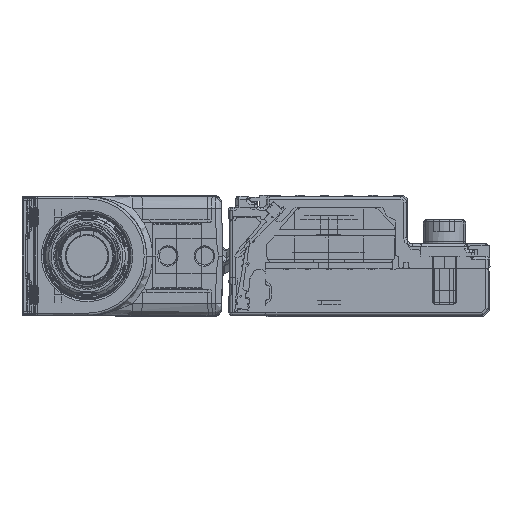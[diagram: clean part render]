
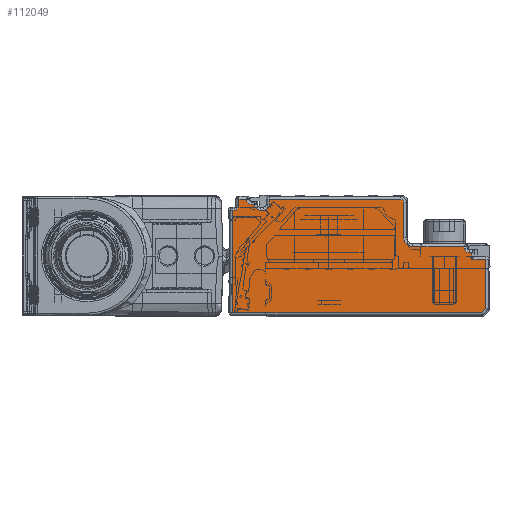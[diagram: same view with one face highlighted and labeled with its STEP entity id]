
A CAD part, left-side view. The second image highlights one B-rep face of the part: STEP entity #112049.
In plain terms, the highlighted planar face has unit normal (-1, 0, 0).
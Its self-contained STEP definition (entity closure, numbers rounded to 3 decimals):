
#111856=AXIS2_PLACEMENT_3D('Circle Axis2P3D',#111854,#111855,$) ;
#111869=AXIS2_PLACEMENT_3D('Plane Axis2P3D',#111866,#111867,#111868) ;
#111889=AXIS2_PLACEMENT_3D('Circle Axis2P3D',#111887,#111888,$) ;
#111908=AXIS2_PLACEMENT_3D('Circle Axis2P3D',#111906,#111907,$) ;
#111929=AXIS2_PLACEMENT_3D('Circle Axis2P3D',#111927,#111928,$) ;
#111943=AXIS2_PLACEMENT_3D('Circle Axis2P3D',#111941,#111942,$) ;
#111957=AXIS2_PLACEMENT_3D('Circle Axis2P3D',#111955,#111956,$) ;
#111978=AXIS2_PLACEMENT_3D('Circle Axis2P3D',#111976,#111977,$) ;
#111650=CARTESIAN_POINT('Vertex',(-2378.,4.2,3.5)) ;
#111664=CARTESIAN_POINT('Vertex',(-2378.,12.7,3.5)) ;
#111667=CARTESIAN_POINT('Line Origine',(-2378.,21.5,3.5)) ;
#111851=CARTESIAN_POINT('Vertex',(-2378.,14.2,5.)) ;
#111854=CARTESIAN_POINT('Axis2P3D Location',(-2378.,12.7,5.)) ;
#111866=CARTESIAN_POINT('Axis2P3D Location',(-2378.,0.2,-7.8)) ;
#111871=CARTESIAN_POINT('Line Origine',(-2378.,3.,2.)) ;
#111875=CARTESIAN_POINT('Vertex',(-2378.,3.,1.5)) ;
#111877=CARTESIAN_POINT('Vertex',(-2378.,3.,2.5)) ;
#111880=CARTESIAN_POINT('Line Origine',(-2378.,3.2,2.5)) ;
#111884=CARTESIAN_POINT('Vertex',(-2378.,3.4,2.5)) ;
#111887=CARTESIAN_POINT('Axis2P3D Location',(-2378.,3.4,3.3)) ;
#111891=CARTESIAN_POINT('Vertex',(-2378.,4.2,3.3)) ;
#111894=CARTESIAN_POINT('Line Origine',(-2378.,4.2,3.4)) ;
#111899=CARTESIAN_POINT('Line Origine',(-2378.,14.2,7.9)) ;
#111903=CARTESIAN_POINT('Vertex',(-2378.,14.2,10.8)) ;
#111906=CARTESIAN_POINT('Axis2P3D Location',(-2378.,14.7,10.8)) ;
#111910=CARTESIAN_POINT('Vertex',(-2378.,14.7,11.3)) ;
#111913=CARTESIAN_POINT('Line Origine',(-2378.,25.5,11.3)) ;
#111917=CARTESIAN_POINT('Vertex',(-2378.,36.3,11.3)) ;
#111920=CARTESIAN_POINT('Line Origine',(-2378.,36.3,10.9)) ;
#111924=CARTESIAN_POINT('Vertex',(-2378.,36.3,10.5)) ;
#111927=CARTESIAN_POINT('Axis2P3D Location',(-2378.,37.3,10.5)) ;
#111931=CARTESIAN_POINT('Vertex',(-2378.,37.3,9.5)) ;
#111934=CARTESIAN_POINT('Line Origine',(-2378.,37.55,9.5)) ;
#111938=CARTESIAN_POINT('Vertex',(-2378.,37.8,9.5)) ;
#111941=CARTESIAN_POINT('Axis2P3D Location',(-2378.,37.8,10.5)) ;
#111945=CARTESIAN_POINT('Vertex',(-2378.,38.8,10.5)) ;
#111948=CARTESIAN_POINT('Line Origine',(-2378.,39.05,10.5)) ;
#111952=CARTESIAN_POINT('Vertex',(-2378.,39.3,10.5)) ;
#111955=CARTESIAN_POINT('Axis2P3D Location',(-2378.,39.3,11.3)) ;
#111959=CARTESIAN_POINT('Vertex',(-2378.,40.1,11.3)) ;
#111962=CARTESIAN_POINT('Line Origine',(-2378.,40.7,11.3)) ;
#111966=CARTESIAN_POINT('Vertex',(-2378.,41.3,11.3)) ;
#111969=CARTESIAN_POINT('Line Origine',(-2378.,41.3,10.8)) ;
#111973=CARTESIAN_POINT('Vertex',(-2378.,41.3,10.3)) ;
#111976=CARTESIAN_POINT('Axis2P3D Location',(-2378.,42.1,10.3)) ;
#111980=CARTESIAN_POINT('Vertex',(-2378.,42.1,9.5)) ;
#111983=CARTESIAN_POINT('Line Origine',(-2378.,42.2,9.5)) ;
#111987=CARTESIAN_POINT('Vertex',(-2378.,42.3,9.5)) ;
#111990=CARTESIAN_POINT('Line Origine',(-2378.,42.3,1.1)) ;
#111994=CARTESIAN_POINT('Vertex',(-2378.,42.3,-7.3)) ;
#111997=CARTESIAN_POINT('Line Origine',(-2378.,21.854,-7.3)) ;
#112001=CARTESIAN_POINT('Vertex',(-2378.,1.407,-7.3)) ;
#112004=CARTESIAN_POINT('Line Origine',(-2378.,1.054,-6.946)) ;
#112008=CARTESIAN_POINT('Vertex',(-2378.,0.7,-6.593)) ;
#112011=CARTESIAN_POINT('Line Origine',(-2378.,0.7,-2.546)) ;
#112015=CARTESIAN_POINT('Vertex',(-2378.,0.7,1.5)) ;
#112018=CARTESIAN_POINT('Line Origine',(-2378.,1.85,1.5)) ;
#111668=DIRECTION('Vector Direction',(0.,-1.,0.)) ;
#111855=DIRECTION('Axis2P3D Direction',(1.,0.,0.)) ;
#111867=DIRECTION('Axis2P3D Direction',(-1.,0.,0.)) ;
#111868=DIRECTION('Axis2P3D XDirection',(0.,0.,1.)) ;
#111872=DIRECTION('Vector Direction',(0.,0.,1.)) ;
#111881=DIRECTION('Vector Direction',(0.,1.,0.)) ;
#111888=DIRECTION('Axis2P3D Direction',(-1.,0.,0.)) ;
#111895=DIRECTION('Vector Direction',(0.,0.,-1.)) ;
#111900=DIRECTION('Vector Direction',(0.,0.,1.)) ;
#111907=DIRECTION('Axis2P3D Direction',(-1.,0.,0.)) ;
#111914=DIRECTION('Vector Direction',(0.,1.,0.)) ;
#111921=DIRECTION('Vector Direction',(0.,0.,-1.)) ;
#111928=DIRECTION('Axis2P3D Direction',(-1.,0.,0.)) ;
#111935=DIRECTION('Vector Direction',(0.,1.,0.)) ;
#111942=DIRECTION('Axis2P3D Direction',(-1.,0.,0.)) ;
#111949=DIRECTION('Vector Direction',(0.,-1.,0.)) ;
#111956=DIRECTION('Axis2P3D Direction',(-1.,0.,0.)) ;
#111963=DIRECTION('Vector Direction',(0.,1.,0.)) ;
#111970=DIRECTION('Vector Direction',(0.,0.,-1.)) ;
#111977=DIRECTION('Axis2P3D Direction',(-1.,0.,0.)) ;
#111984=DIRECTION('Vector Direction',(0.,1.,0.)) ;
#111991=DIRECTION('Vector Direction',(0.,0.,-1.)) ;
#111998=DIRECTION('Vector Direction',(0.,-1.,0.)) ;
#112005=DIRECTION('Vector Direction',(0.,-0.707,0.707)) ;
#112012=DIRECTION('Vector Direction',(0.,0.,1.)) ;
#112019=DIRECTION('Vector Direction',(0.,1.,0.)) ;
#111669=VECTOR('Line Direction',#111668,1.) ;
#111873=VECTOR('Line Direction',#111872,1.) ;
#111882=VECTOR('Line Direction',#111881,1.) ;
#111896=VECTOR('Line Direction',#111895,1.) ;
#111901=VECTOR('Line Direction',#111900,1.) ;
#111915=VECTOR('Line Direction',#111914,1.) ;
#111922=VECTOR('Line Direction',#111921,1.) ;
#111936=VECTOR('Line Direction',#111935,1.) ;
#111950=VECTOR('Line Direction',#111949,1.) ;
#111964=VECTOR('Line Direction',#111963,1.) ;
#111971=VECTOR('Line Direction',#111970,1.) ;
#111985=VECTOR('Line Direction',#111984,1.) ;
#111992=VECTOR('Line Direction',#111991,1.) ;
#111999=VECTOR('Line Direction',#111998,1.) ;
#112006=VECTOR('Line Direction',#112005,1.) ;
#112013=VECTOR('Line Direction',#112012,1.) ;
#112020=VECTOR('Line Direction',#112019,1.) ;
#112024=ORIENTED_EDGE('',*,*,#111879,.T.) ;
#112025=ORIENTED_EDGE('',*,*,#111886,.T.) ;
#112026=ORIENTED_EDGE('',*,*,#111893,.T.) ;
#112027=ORIENTED_EDGE('',*,*,#111898,.T.) ;
#112028=ORIENTED_EDGE('',*,*,#111671,.T.) ;
#112029=ORIENTED_EDGE('',*,*,#111858,.T.) ;
#112030=ORIENTED_EDGE('',*,*,#111905,.T.) ;
#112031=ORIENTED_EDGE('',*,*,#111912,.T.) ;
#112032=ORIENTED_EDGE('',*,*,#111919,.T.) ;
#112033=ORIENTED_EDGE('',*,*,#111926,.T.) ;
#112034=ORIENTED_EDGE('',*,*,#111933,.T.) ;
#112035=ORIENTED_EDGE('',*,*,#111940,.T.) ;
#112036=ORIENTED_EDGE('',*,*,#111947,.T.) ;
#112037=ORIENTED_EDGE('',*,*,#111954,.T.) ;
#112038=ORIENTED_EDGE('',*,*,#111961,.T.) ;
#112039=ORIENTED_EDGE('',*,*,#111968,.T.) ;
#112040=ORIENTED_EDGE('',*,*,#111975,.T.) ;
#112041=ORIENTED_EDGE('',*,*,#111982,.T.) ;
#112042=ORIENTED_EDGE('',*,*,#111989,.T.) ;
#112043=ORIENTED_EDGE('',*,*,#111996,.T.) ;
#112044=ORIENTED_EDGE('',*,*,#112003,.T.) ;
#112045=ORIENTED_EDGE('',*,*,#112010,.T.) ;
#112046=ORIENTED_EDGE('',*,*,#112017,.T.) ;
#112047=ORIENTED_EDGE('',*,*,#112022,.T.) ;
#112049=ADVANCED_FACE('\X2\FF8AFF9FFF70FF82\X0\ \X2\FF8EFF9EFF83FF9EFF68FF70\X0\',(#112048),#111870,.T.) ;
#111857=CIRCLE('generated circle',#111856,1.5) ;
#111890=CIRCLE('generated circle',#111889,0.8) ;
#111909=CIRCLE('generated circle',#111908,0.5) ;
#111930=CIRCLE('generated circle',#111929,1.) ;
#111944=CIRCLE('generated circle',#111943,1.) ;
#111958=CIRCLE('generated circle',#111957,0.8) ;
#111979=CIRCLE('generated circle',#111978,0.8) ;
#111671=EDGE_CURVE('',#111651,#111665,#111670,.F.) ;
#111858=EDGE_CURVE('',#111665,#111852,#111857,.T.) ;
#111879=EDGE_CURVE('',#111876,#111878,#111874,.T.) ;
#111886=EDGE_CURVE('',#111878,#111885,#111883,.T.) ;
#111893=EDGE_CURVE('',#111885,#111892,#111890,.F.) ;
#111898=EDGE_CURVE('',#111892,#111651,#111897,.F.) ;
#111905=EDGE_CURVE('',#111852,#111904,#111902,.T.) ;
#111912=EDGE_CURVE('',#111904,#111911,#111909,.T.) ;
#111919=EDGE_CURVE('',#111911,#111918,#111916,.T.) ;
#111926=EDGE_CURVE('',#111918,#111925,#111923,.T.) ;
#111933=EDGE_CURVE('',#111925,#111932,#111930,.F.) ;
#111940=EDGE_CURVE('',#111932,#111939,#111937,.T.) ;
#111947=EDGE_CURVE('',#111939,#111946,#111944,.F.) ;
#111954=EDGE_CURVE('',#111946,#111953,#111951,.F.) ;
#111961=EDGE_CURVE('',#111953,#111960,#111958,.F.) ;
#111968=EDGE_CURVE('',#111960,#111967,#111965,.T.) ;
#111975=EDGE_CURVE('',#111967,#111974,#111972,.T.) ;
#111982=EDGE_CURVE('',#111974,#111981,#111979,.F.) ;
#111989=EDGE_CURVE('',#111981,#111988,#111986,.T.) ;
#111996=EDGE_CURVE('',#111988,#111995,#111993,.T.) ;
#112003=EDGE_CURVE('',#111995,#112002,#112000,.T.) ;
#112010=EDGE_CURVE('',#112002,#112009,#112007,.T.) ;
#112017=EDGE_CURVE('',#112009,#112016,#112014,.T.) ;
#112022=EDGE_CURVE('',#112016,#111876,#112021,.T.) ;
#112023=EDGE_LOOP('',(#112024,#112025,#112026,#112027,#112028,#112029,#112030,#112031,#112032,#112033,#112034,#112035,#112036,#112037,#112038,#112039,#112040,#112041,#112042,#112043,#112044,#112045,#112046,#112047)) ;
#112048=FACE_OUTER_BOUND('',#112023,.T.) ;
#111670=LINE('Line',#111667,#111669) ;
#111874=LINE('Line',#111871,#111873) ;
#111883=LINE('Line',#111880,#111882) ;
#111897=LINE('Line',#111894,#111896) ;
#111902=LINE('Line',#111899,#111901) ;
#111916=LINE('Line',#111913,#111915) ;
#111923=LINE('Line',#111920,#111922) ;
#111937=LINE('Line',#111934,#111936) ;
#111951=LINE('Line',#111948,#111950) ;
#111965=LINE('Line',#111962,#111964) ;
#111972=LINE('Line',#111969,#111971) ;
#111986=LINE('Line',#111983,#111985) ;
#111993=LINE('Line',#111990,#111992) ;
#112000=LINE('Line',#111997,#111999) ;
#112007=LINE('Line',#112004,#112006) ;
#112014=LINE('Line',#112011,#112013) ;
#112021=LINE('Line',#112018,#112020) ;
#111870=PLANE('',#111869) ;
#111651=VERTEX_POINT('',#111650) ;
#111665=VERTEX_POINT('',#111664) ;
#111852=VERTEX_POINT('',#111851) ;
#111876=VERTEX_POINT('',#111875) ;
#111878=VERTEX_POINT('',#111877) ;
#111885=VERTEX_POINT('',#111884) ;
#111892=VERTEX_POINT('',#111891) ;
#111904=VERTEX_POINT('',#111903) ;
#111911=VERTEX_POINT('',#111910) ;
#111918=VERTEX_POINT('',#111917) ;
#111925=VERTEX_POINT('',#111924) ;
#111932=VERTEX_POINT('',#111931) ;
#111939=VERTEX_POINT('',#111938) ;
#111946=VERTEX_POINT('',#111945) ;
#111953=VERTEX_POINT('',#111952) ;
#111960=VERTEX_POINT('',#111959) ;
#111967=VERTEX_POINT('',#111966) ;
#111974=VERTEX_POINT('',#111973) ;
#111981=VERTEX_POINT('',#111980) ;
#111988=VERTEX_POINT('',#111987) ;
#111995=VERTEX_POINT('',#111994) ;
#112002=VERTEX_POINT('',#112001) ;
#112009=VERTEX_POINT('',#112008) ;
#112016=VERTEX_POINT('',#112015) ;
